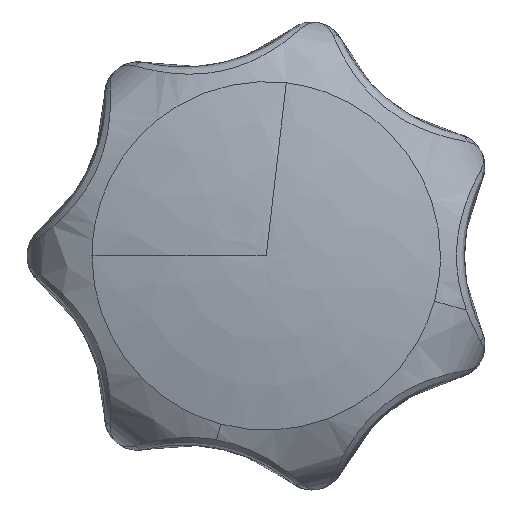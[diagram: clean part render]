
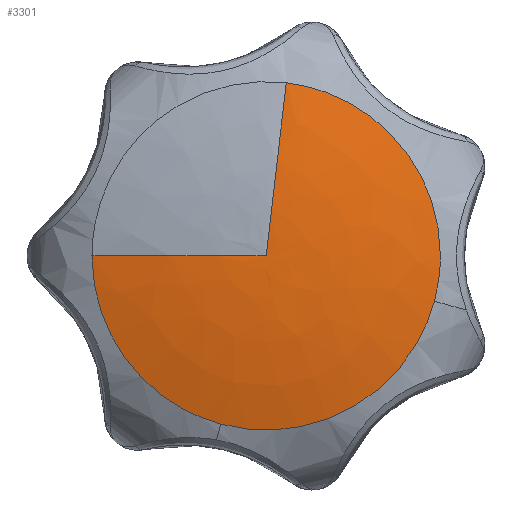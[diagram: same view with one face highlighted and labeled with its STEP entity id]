
A CAD part, top view. The second image highlights one B-rep face of the part: STEP entity #3301.
In plain terms, the highlighted free-form (B-spline) face has degree [2, 2] with [3, 7] control points.
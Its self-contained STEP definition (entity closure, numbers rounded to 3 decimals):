
#2282=CARTESIAN_POINT('',(-4.75,-17.581,29.863));
#2283=VERTEX_POINT('',#2282);
#2284=CARTESIAN_POINT('',(17.581,-4.75,29.863));
#2285=VERTEX_POINT('',#2284);
#2286=CARTESIAN_POINT('',(-4.75,-17.581,29.863));
#2287=CARTESIAN_POINT('',(-2.417,-18.211,29.863));
#2288=CARTESIAN_POINT('',(0.,-18.211,29.863));
#2289=CARTESIAN_POINT('',(13.944,-18.211,29.863));
#2290=CARTESIAN_POINT('',(17.581,-4.75,29.863));
#2298=(BOUNDED_CURVE()B_SPLINE_CURVE(2,(#2286,#2287,#2288,#2289,#2290),.UNSPECIFIED.,.F.,.U.)B_SPLINE_CURVE_WITH_KNOTS((3,2,3),(0.206,0.25,0.456),.UNSPECIFIED.)CURVE()GEOMETRIC_REPRESENTATION_ITEM()RATIONAL_B_SPLINE_CURVE((0.914,0.948,1.0,0.759,0.914))REPRESENTATION_ITEM(''));
#2299=EDGE_CURVE('',#2283,#2285,#2298,.T.);
#2580=CARTESIAN_POINT('',(-18.211,0.0,29.863));
#2581=VERTEX_POINT('',#2580);
#2582=CARTESIAN_POINT('',(-18.211,0.0,29.863));
#2583=CARTESIAN_POINT('',(-18.211,-13.944,29.863));
#2584=CARTESIAN_POINT('',(-4.75,-17.581,29.863));
#2592=(BOUNDED_CURVE()B_SPLINE_CURVE(2,(#2582,#2583,#2584),.UNSPECIFIED.,.F.,.U.)B_SPLINE_CURVE_WITH_KNOTS((3,3),(0.0,0.206),.UNSPECIFIED.)CURVE()GEOMETRIC_REPRESENTATION_ITEM()RATIONAL_B_SPLINE_CURVE((1.0,0.759,0.914))REPRESENTATION_ITEM(''));
#2593=EDGE_CURVE('',#2581,#2283,#2592,.T.);
#2595=CARTESIAN_POINT('',(2.103,18.089,29.863));
#2596=VERTEX_POINT('',#2595);
#2612=CARTESIAN_POINT('',(18.211,0.0,29.863));
#2613=VERTEX_POINT('',#2612);
#2614=CARTESIAN_POINT('',(18.211,0.0,29.863));
#2615=CARTESIAN_POINT('',(18.211,16.217,29.863));
#2616=CARTESIAN_POINT('',(2.103,18.089,29.863));
#2624=(BOUNDED_CURVE()B_SPLINE_CURVE(2,(#2614,#2615,#2616),.UNSPECIFIED.,.F.,.U.)B_SPLINE_CURVE_WITH_KNOTS((3,3),(0.5,0.73),.UNSPECIFIED.)CURVE()GEOMETRIC_REPRESENTATION_ITEM()RATIONAL_B_SPLINE_CURVE((1.0,0.731,0.957))REPRESENTATION_ITEM(''));
#2625=EDGE_CURVE('',#2613,#2596,#2624,.T.);
#2627=CARTESIAN_POINT('',(17.581,-4.75,29.863));
#2628=CARTESIAN_POINT('',(18.211,-2.417,29.863));
#2629=CARTESIAN_POINT('',(18.211,0.0,29.863));
#2637=(BOUNDED_CURVE()B_SPLINE_CURVE(2,(#2627,#2628,#2629),.UNSPECIFIED.,.F.,.U.)B_SPLINE_CURVE_WITH_KNOTS((3,3),(0.456,0.5),.UNSPECIFIED.)CURVE()GEOMETRIC_REPRESENTATION_ITEM()RATIONAL_B_SPLINE_CURVE((0.914,0.948,1.0))REPRESENTATION_ITEM(''));
#2638=EDGE_CURVE('',#2285,#2613,#2637,.T.);
#3238=CARTESIAN_POINT('',(2.208,18.994,29.626));
#3239=CARTESIAN_POINT('',(1.123,9.661,32.143));
#3240=CARTESIAN_POINT('',(0.,0.,31.992));
#3241=CARTESIAN_POINT('',(19.122,17.028,29.626));
#3242=CARTESIAN_POINT('',(9.726,8.661,32.143));
#3243=CARTESIAN_POINT('',(0.,0.0,31.992));
#3244=CARTESIAN_POINT('',(19.122,0.0,29.626));
#3245=CARTESIAN_POINT('',(9.726,0.0,32.143));
#3246=CARTESIAN_POINT('',(0.,0.0,31.992));
#3247=CARTESIAN_POINT('',(19.122,-19.122,29.626));
#3248=CARTESIAN_POINT('',(9.726,-9.726,32.143));
#3249=CARTESIAN_POINT('',(0.0,0.,31.992));
#3250=CARTESIAN_POINT('',(0.0,-19.122,29.626));
#3251=CARTESIAN_POINT('',(0.0,-9.726,32.143));
#3252=CARTESIAN_POINT('',(0.0,0.,31.992));
#3253=CARTESIAN_POINT('',(-19.122,-19.122,29.626));
#3254=CARTESIAN_POINT('',(-9.726,-9.726,32.143));
#3255=CARTESIAN_POINT('',(0.,0.0,31.992));
#3256=CARTESIAN_POINT('',(-19.122,0.0,29.626));
#3257=CARTESIAN_POINT('',(-9.726,0.0,32.143));
#3258=CARTESIAN_POINT('',(0.,0.0,31.992));
#3266=(BOUNDED_SURFACE()B_SPLINE_SURFACE(2,2,((#3238,#3241,#3244,#3247,#3250,#3253,#3256),(#3239,#3242,#3245,#3248,#3251,#3254,#3257),(#3240,#3243,#3246,#3249,#3252,#3255,#3258)),.UNSPECIFIED.,.F.,.F.,.U.)B_SPLINE_SURFACE_WITH_KNOTS((3,3),(3,2,2,3),(0.911,1.0),(0.27,0.5,0.75,1.0),.UNSPECIFIED.)GEOMETRIC_REPRESENTATION_ITEM()RATIONAL_B_SPLINE_SURFACE(((0.906,0.692,0.947,0.669,0.947,0.669,0.947),(0.922,0.704,0.964,0.681,0.964,0.681,0.964),(0.957,0.731,1.0,0.707,1.0,0.707,1.0)))REPRESENTATION_ITEM('')SURFACE());
#3267=ORIENTED_EDGE('',*,*,#2625,.T.);
#3268=CARTESIAN_POINT('',(0.,0.,31.992));
#3269=VERTEX_POINT('',#3268);
#3270=CARTESIAN_POINT('',(2.103,18.089,29.863));
#3271=CARTESIAN_POINT('',(1.068,9.185,32.135));
#3272=CARTESIAN_POINT('',(0.,0.,31.992));
#3280=(BOUNDED_CURVE()B_SPLINE_CURVE(2,(#3270,#3271,#3272),.UNSPECIFIED.,.F.,.U.)B_SPLINE_CURVE_WITH_KNOTS((3,3),(0.915,1.0),.UNSPECIFIED.)CURVE()GEOMETRIC_REPRESENTATION_ITEM()RATIONAL_B_SPLINE_CURVE((0.907,0.924,0.957))REPRESENTATION_ITEM(''));
#3281=EDGE_CURVE('',#2596,#3269,#3280,.T.);
#3282=ORIENTED_EDGE('',*,*,#3281,.T.);
#3283=CARTESIAN_POINT('',(-18.211,0.0,29.863));
#3284=CARTESIAN_POINT('',(-9.247,0.0,32.135));
#3285=CARTESIAN_POINT('',(0.,0.0,31.992));
#3293=(BOUNDED_CURVE()B_SPLINE_CURVE(2,(#3283,#3284,#3285),.UNSPECIFIED.,.F.,.U.)B_SPLINE_CURVE_WITH_KNOTS((3,3),(0.915,1.0),.UNSPECIFIED.)CURVE()GEOMETRIC_REPRESENTATION_ITEM()RATIONAL_B_SPLINE_CURVE((0.948,0.965,1.0))REPRESENTATION_ITEM(''));
#3294=EDGE_CURVE('',#2581,#3269,#3293,.T.);
#3295=ORIENTED_EDGE('',*,*,#3294,.F.);
#3296=ORIENTED_EDGE('',*,*,#2593,.T.);
#3297=ORIENTED_EDGE('',*,*,#2299,.T.);
#3298=ORIENTED_EDGE('',*,*,#2638,.T.);
#3299=EDGE_LOOP('',(#3267,#3282,#3295,#3296,#3297,#3298));
#3300=FACE_OUTER_BOUND('',#3299,.T.);
#3301=ADVANCED_FACE('',(#3300),#3266,.T.);
